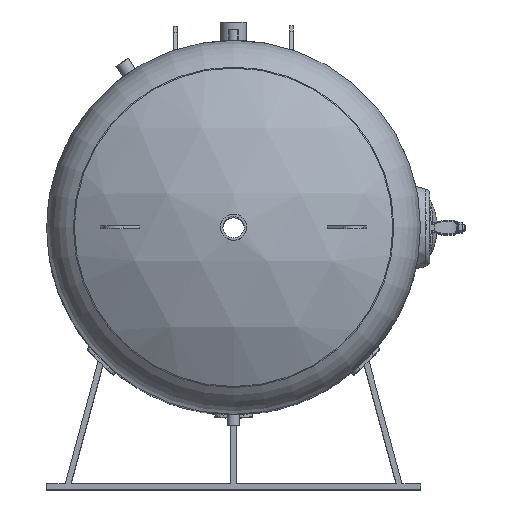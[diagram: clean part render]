
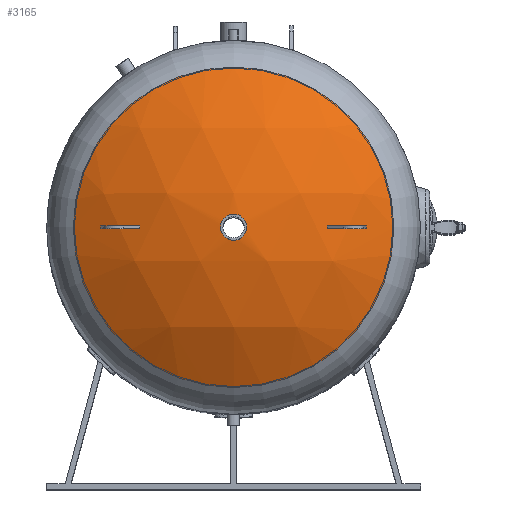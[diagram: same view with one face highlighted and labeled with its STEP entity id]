
A CAD part, top view. The second image highlights one B-rep face of the part: STEP entity #3165.
In plain terms, the highlighted spherical face has radius 800 mm.
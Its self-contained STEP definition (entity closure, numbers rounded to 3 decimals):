
#161=SPHERICAL_SURFACE('',#3421,800.);
#720=CIRCLE('',#3414,28.5);
#724=CIRCLE('',#3422,428.483);
#835=FACE_BOUND('',#1197,.T.);
#954=FACE_OUTER_BOUND('',#1196,.T.);
#1196=EDGE_LOOP('',(#2531));
#1197=EDGE_LOOP('',(#2532));
#1575=VERTEX_POINT('',#6227);
#1579=VERTEX_POINT('',#6239);
#1928=EDGE_CURVE('',#1575,#1575,#720,.T.);
#1932=EDGE_CURVE('',#1579,#1579,#724,.T.);
#2531=ORIENTED_EDGE('',*,*,#1932,.F.);
#2532=ORIENTED_EDGE('',*,*,#1928,.T.);
#3165=ADVANCED_FACE('',(#954,#835),#161,.T.);
#3414=AXIS2_PLACEMENT_3D('',#6228,#3964,#3965);
#3421=AXIS2_PLACEMENT_3D('',#6238,#3978,#3979);
#3422=AXIS2_PLACEMENT_3D('',#6240,#3980,#3981);
#3964=DIRECTION('center_axis',(0.,-1.,0.));
#3965=DIRECTION('ref_axis',(-1.,0.,0.));
#3978=DIRECTION('center_axis',(0.,0.,1.));
#3979=DIRECTION('ref_axis',(1.,0.,0.));
#3980=DIRECTION('center_axis',(0.,-1.,0.));
#3981=DIRECTION('ref_axis',(1.,0.,0.));
#6227=CARTESIAN_POINT('',(28.5,269.492,0.));
#6228=CARTESIAN_POINT('Origin',(0.,269.492,0.));
#6238=CARTESIAN_POINT('Origin',(0.,-530.,0.));
#6239=CARTESIAN_POINT('',(428.483,145.576,0.));
#6240=CARTESIAN_POINT('Origin',(0.,145.576,0.));
